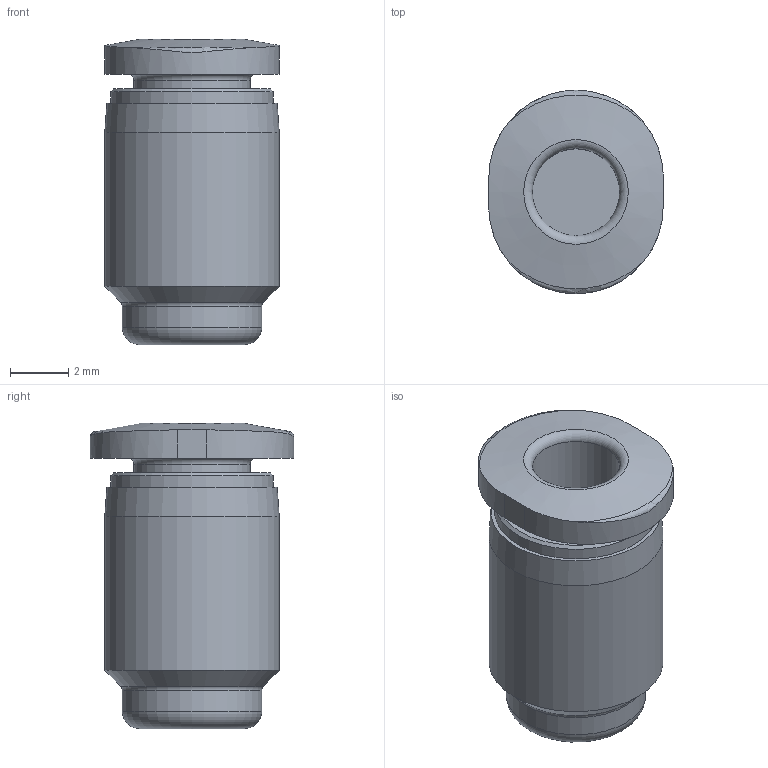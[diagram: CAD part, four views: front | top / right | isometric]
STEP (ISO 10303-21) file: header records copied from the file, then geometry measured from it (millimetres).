
FILE_DESCRIPTION(/* description */ ('STEP AP214'),/* implementation_level */ '2;1');
FILE_NAME(/* name */ '153381_QSMC-3',/* time_stamp */ '2024-09-14T12:21:14+02:00',/* author */ ('License CC BY-ND 4.0'),/* organization */ ('CADENAS'),/* preprocessor_version */ 'ST-DEVELOPER v19.3',/* originating_system */ 'PARTsolutions',/* authorisation */ ' ');
FILE_SCHEMA (('AUTOMOTIVE_DESIGN {1 0 10303 214 3 1 1}'));
Length unit declared in the file: millimetre
Products named in the file (1): 153381 QSMC-3
Bounding box: 6 x 7 x 10.5 mm (x, y, z)
Volume: 204.3 mm3; surface area: 359.3 mm2
Topology: 1 solids, 1 shells, 24 faces, 50 edges, 31 vertices
Faces by surface type: plane 7, cylinder 7, torus 6, cone 4
Full cylindrical faces by diameter (mm): 3 x1, 4 x1, 4.8 x1, 5.6 x1, 6 x1
Entity records: 767 total; most frequent: CARTESIAN_POINT 121, DIRECTION 96, ORIENTED_EDGE 72, AXIS2_PLACEMENT_3D 45, EDGE_LOOP 40, FACE_BOUND 40, EDGE_CURVE 36, VERTEX_POINT 30
